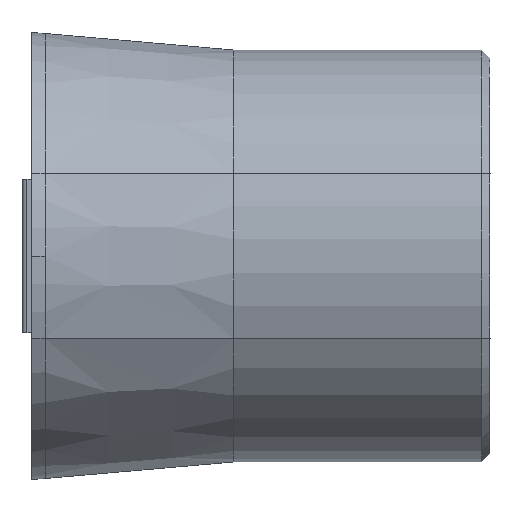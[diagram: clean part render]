
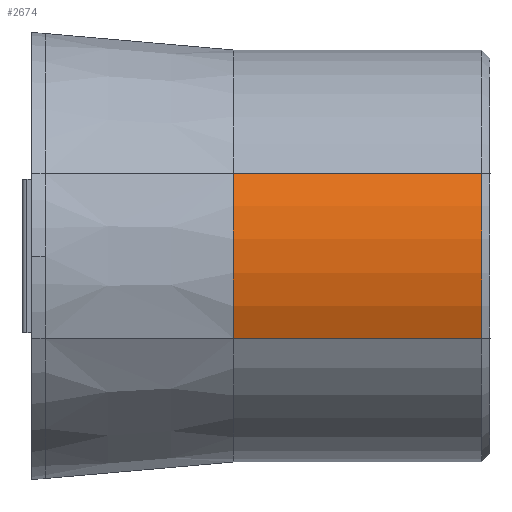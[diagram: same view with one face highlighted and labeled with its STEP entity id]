
A CAD part, front view. The second image highlights one B-rep face of the part: STEP entity #2674.
In plain terms, the highlighted cylindrical face has radius 12.5 mm (diameter 25 mm), a partial arc.
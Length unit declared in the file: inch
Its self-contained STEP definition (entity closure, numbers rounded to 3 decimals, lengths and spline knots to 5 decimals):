
#13 = EDGE_CURVE ( 'NONE', #4030, #4501, #2611, .T. ) ;
#165 = DIRECTION ( 'NONE',  ( 0., 0., 1. ) ) ;
#267 = EDGE_CURVE ( 'NONE', #4030, #5379, #2318, .T. ) ;
#599 = DIRECTION ( 'NONE',  ( 1., 0., 0. ) ) ;
#1156 = CARTESIAN_POINT ( 'NONE',  ( 0.45, 0., 0. ) ) ;
#1301 = ORIENTED_EDGE ( 'NONE', *, *, #13, .F. ) ;
#1397 = ORIENTED_EDGE ( 'NONE', *, *, #267, .T. ) ;
#1445 = FACE_OUTER_BOUND ( 'NONE', #5173, .T. ) ;
#1595 = DIRECTION ( 'NONE',  ( 0., 0., 1. ) ) ;
#1661 = ORIENTED_EDGE ( 'NONE', *, *, #2696, .F. ) ;
#2006 = VECTOR ( 'NONE', #5196, 39.37008 ) ;
#2133 = CARTESIAN_POINT ( 'NONE',  ( 0.45, -0.45113, 0.19665 ) ) ;
#2219 = ORIENTED_EDGE ( 'NONE', *, *, #5317, .T. ) ;
#2318 = CIRCLE ( 'NONE', #3449, 0.49213 ) ;
#2414 = DIRECTION ( 'NONE',  ( 1., 0., 0. ) ) ;
#2578 = CARTESIAN_POINT ( 'NONE',  ( 1.04331, -0.45113, -0.19665 ) ) ;
#2611 = LINE ( 'NONE', #4713, #2006 ) ;
#2674 = ADVANCED_FACE ( 'NONE', ( #1445 ), #3134, .T. ) ;
#2696 = EDGE_CURVE ( 'NONE', #4501, #3731, #4996, .T. ) ;
#2700 = CARTESIAN_POINT ( 'NONE',  ( 0.7565, 0., 0. ) ) ;
#3134 = CYLINDRICAL_SURFACE ( 'NONE', #4169, 0.49213 ) ;
#3170 = CARTESIAN_POINT ( 'NONE',  ( 0.45, -0.45113, -0.19665 ) ) ;
#3449 = AXIS2_PLACEMENT_3D ( 'NONE', #1156, #2414, #1595 ) ;
#3499 = DIRECTION ( 'NONE',  ( 0., 1., 0. ) ) ;
#3539 = LINE ( 'NONE', #4380, #4953 ) ;
#3574 = CARTESIAN_POINT ( 'NONE',  ( 1.04331, 0., 0. ) ) ;
#3731 = VERTEX_POINT ( 'NONE', #2578 ) ;
#3781 = AXIS2_PLACEMENT_3D ( 'NONE', #3574, #599, #3499 ) ;
#4030 = VERTEX_POINT ( 'NONE', #2133 ) ;
#4169 = AXIS2_PLACEMENT_3D ( 'NONE', #2700, #4340, #165 ) ;
#4340 = DIRECTION ( 'NONE',  ( -1., 0., 0. ) ) ;
#4380 = CARTESIAN_POINT ( 'NONE',  ( -0.0315, -0.45113, -0.19665 ) ) ;
#4402 = DIRECTION ( 'NONE',  ( 1., 0., 0. ) ) ;
#4501 = VERTEX_POINT ( 'NONE', #4828 ) ;
#4713 = CARTESIAN_POINT ( 'NONE',  ( -0.0315, -0.45113, 0.19665 ) ) ;
#4828 = CARTESIAN_POINT ( 'NONE',  ( 1.04331, -0.45113, 0.19665 ) ) ;
#4953 = VECTOR ( 'NONE', #4402, 39.37008 ) ;
#4996 = CIRCLE ( 'NONE', #3781, 0.49213 ) ;
#5173 = EDGE_LOOP ( 'NONE', ( #2219, #1661, #1301, #1397 ) ) ;
#5196 = DIRECTION ( 'NONE',  ( 1., 0., 0. ) ) ;
#5317 = EDGE_CURVE ( 'NONE', #5379, #3731, #3539, .T. ) ;
#5379 = VERTEX_POINT ( 'NONE', #3170 ) ;
